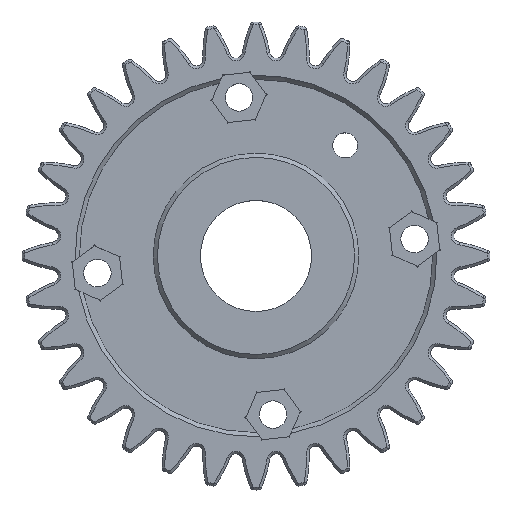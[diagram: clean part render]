
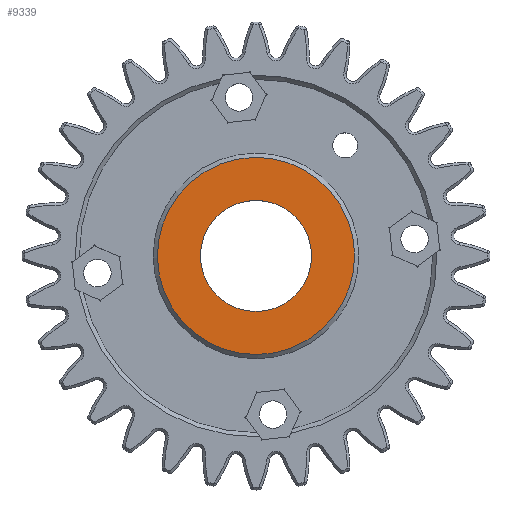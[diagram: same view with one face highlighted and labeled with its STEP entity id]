
A CAD part, top view. The second image highlights one B-rep face of the part: STEP entity #9339.
In plain terms, the highlighted planar face has unit normal (0, 0, 1).
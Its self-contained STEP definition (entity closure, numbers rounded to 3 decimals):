
#27=FACE_BOUND('',#1552,.T.);
#56=PLANE('',#10481);
#1001=FACE_OUTER_BOUND('',#1551,.T.);
#1551=EDGE_LOOP('',(#8088));
#1552=EDGE_LOOP('',(#8089));
#2225=CIRCLE('',#10472,6.65);
#2229=CIRCLE('',#10479,11.8);
#4316=VERTEX_POINT('',#17415);
#4320=VERTEX_POINT('',#17428);
#5673=EDGE_CURVE('',#4316,#4316,#2225,.T.);
#5679=EDGE_CURVE('',#4320,#4320,#2229,.T.);
#8088=ORIENTED_EDGE('',*,*,#5679,.F.);
#8089=ORIENTED_EDGE('',*,*,#5673,.T.);
#9339=ADVANCED_FACE('',(#1001,#27),#56,.F.);
#10472=AXIS2_PLACEMENT_3D('',#17417,#13218,#13219);
#10479=AXIS2_PLACEMENT_3D('',#17430,#13234,#13235);
#10481=AXIS2_PLACEMENT_3D('',#17433,#13239,#13240);
#13218=DIRECTION('center_axis',(0.,0.,-1.));
#13219=DIRECTION('ref_axis',(1.,0.,0.));
#13234=DIRECTION('center_axis',(0.,0.,-1.));
#13235=DIRECTION('ref_axis',(-0.779,0.628,0.));
#13239=DIRECTION('center_axis',(0.,0.,-1.));
#13240=DIRECTION('ref_axis',(-1.,0.,0.));
#17415=CARTESIAN_POINT('',(-6.65,0.,6.));
#17417=CARTESIAN_POINT('Origin',(0.,0.,6.));
#17428=CARTESIAN_POINT('',(9.188,-7.405,6.));
#17430=CARTESIAN_POINT('Origin',(0.,0.,
6.));
#17433=CARTESIAN_POINT('Origin',(0.,0.,6.));
